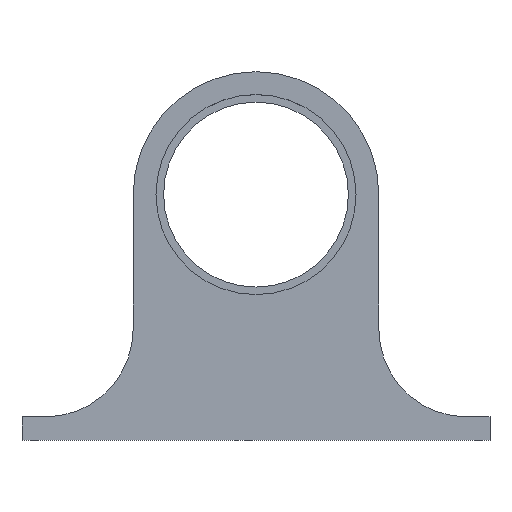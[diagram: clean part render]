
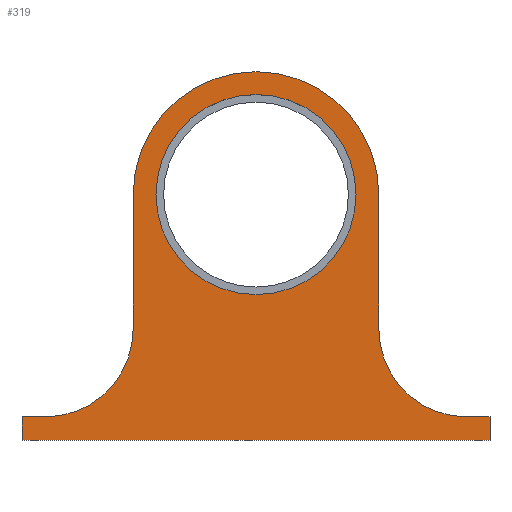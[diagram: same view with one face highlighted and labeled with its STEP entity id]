
A CAD part, top view. The second image highlights one B-rep face of the part: STEP entity #319.
In plain terms, the highlighted planar face has unit normal (0, 0, 1).
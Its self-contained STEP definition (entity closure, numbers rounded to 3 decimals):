
#20=FACE_BOUND('',#70,.T.);
#30=PLANE('',#364);
#47=FACE_OUTER_BOUND('',#69,.T.);
#69=EDGE_LOOP('',(#275,#276,#277,#278,#279,#280,#281,#282,#283,#284));
#70=EDGE_LOOP('',(#285));
#79=LINE('',#491,#107);
#83=LINE('',#503,#111);
#86=LINE('',#509,#114);
#89=LINE('',#515,#117);
#92=LINE('',#521,#120);
#95=LINE('',#527,#123);
#99=LINE('',#539,#127);
#107=VECTOR('',#402,10.);
#111=VECTOR('',#414,10.);
#114=VECTOR('',#419,10.);
#117=VECTOR('',#424,10.);
#120=VECTOR('',#429,10.);
#123=VECTOR('',#434,10.);
#127=VECTOR('',#446,10.);
#136=CIRCLE('',#347,42.75);
#138=CIRCLE('',#351,37.5);
#140=CIRCLE('',#359,37.5);
#142=CIRCLE('',#363,52.5);
#150=VERTEX_POINT('',#481);
#153=VERTEX_POINT('',#488);
#154=VERTEX_POINT('',#490);
#156=VERTEX_POINT('',#496);
#158=VERTEX_POINT('',#502);
#160=VERTEX_POINT('',#508);
#162=VERTEX_POINT('',#514);
#164=VERTEX_POINT('',#520);
#166=VERTEX_POINT('',#526);
#168=VERTEX_POINT('',#532);
#170=VERTEX_POINT('',#538);
#181=EDGE_CURVE('',#150,#150,#136,.T.);
#185=EDGE_CURVE('',#154,#153,#79,.T.);
#188=EDGE_CURVE('',#156,#154,#138,.T.);
#191=EDGE_CURVE('',#158,#156,#83,.T.);
#194=EDGE_CURVE('',#160,#158,#86,.T.);
#197=EDGE_CURVE('',#162,#160,#89,.T.);
#200=EDGE_CURVE('',#164,#162,#92,.T.);
#203=EDGE_CURVE('',#166,#164,#95,.T.);
#206=EDGE_CURVE('',#168,#166,#140,.T.);
#209=EDGE_CURVE('',#170,#168,#99,.T.);
#212=EDGE_CURVE('',#153,#170,#142,.T.);
#275=ORIENTED_EDGE('',*,*,#212,.T.);
#276=ORIENTED_EDGE('',*,*,#209,.T.);
#277=ORIENTED_EDGE('',*,*,#206,.T.);
#278=ORIENTED_EDGE('',*,*,#203,.T.);
#279=ORIENTED_EDGE('',*,*,#200,.T.);
#280=ORIENTED_EDGE('',*,*,#197,.T.);
#281=ORIENTED_EDGE('',*,*,#194,.T.);
#282=ORIENTED_EDGE('',*,*,#191,.T.);
#283=ORIENTED_EDGE('',*,*,#188,.T.);
#284=ORIENTED_EDGE('',*,*,#185,.T.);
#285=ORIENTED_EDGE('',*,*,#181,.T.);
#319=ADVANCED_FACE('',(#47,#20),#30,.T.);
#347=AXIS2_PLACEMENT_3D('',#482,#395,#396);
#351=AXIS2_PLACEMENT_3D('',#497,#408,#409);
#359=AXIS2_PLACEMENT_3D('',#533,#440,#441);
#363=AXIS2_PLACEMENT_3D('',#543,#452,#453);
#364=AXIS2_PLACEMENT_3D('',#544,#454,#455);
#395=DIRECTION('center_axis',(0.,0.,-1.));
#396=DIRECTION('ref_axis',(1.,0.,0.));
#402=DIRECTION('',(0.,1.,0.));
#408=DIRECTION('center_axis',(0.,0.,-1.));
#409=DIRECTION('ref_axis',(-1.,0.,0.));
#414=DIRECTION('',(-1.,0.,0.));
#419=DIRECTION('',(0.,1.,0.));
#424=DIRECTION('',(1.,0.,0.));
#429=DIRECTION('',(0.,-1.,0.));
#434=DIRECTION('',(-1.,0.,0.));
#440=DIRECTION('center_axis',(0.,0.,-1.));
#441=DIRECTION('ref_axis',(0.,-1.,0.));
#446=DIRECTION('',(0.,-1.,0.));
#452=DIRECTION('center_axis',(0.,0.,1.));
#453=DIRECTION('ref_axis',(1.,0.,0.));
#454=DIRECTION('center_axis',(0.,0.,1.));
#455=DIRECTION('ref_axis',(1.,0.,0.));
#481=CARTESIAN_POINT('',(-42.75,0.,12.));
#482=CARTESIAN_POINT('Origin',(0.,0.,12.));
#488=CARTESIAN_POINT('',(52.5,0.,12.));
#490=CARTESIAN_POINT('',(52.5,-57.5,12.));
#491=CARTESIAN_POINT('',(52.5,0.,12.));
#496=CARTESIAN_POINT('',(90.,-95.,12.));
#497=CARTESIAN_POINT('Origin',(90.,-57.5,12.));
#502=CARTESIAN_POINT('',(100.,-95.,12.));
#503=CARTESIAN_POINT('',(90.,-95.,12.));
#508=CARTESIAN_POINT('',(100.,-105.,12.));
#509=CARTESIAN_POINT('',(100.,-95.,12.));
#514=CARTESIAN_POINT('',(-100.,-105.,12.));
#515=CARTESIAN_POINT('',(100.,-105.,12.));
#520=CARTESIAN_POINT('',(-100.,-95.,12.));
#521=CARTESIAN_POINT('',(-100.,-105.,12.));
#526=CARTESIAN_POINT('',(-90.,-95.,12.));
#527=CARTESIAN_POINT('',(-100.,-95.,12.));
#532=CARTESIAN_POINT('',(-52.5,-57.5,12.));
#533=CARTESIAN_POINT('Origin',(-90.,-57.5,12.));
#538=CARTESIAN_POINT('',(-52.5,0.,12.));
#539=CARTESIAN_POINT('',(-52.5,0.,12.));
#543=CARTESIAN_POINT('Origin',(0.,0.,12.));
#544=CARTESIAN_POINT('Origin',(0.,-26.25,12.));
